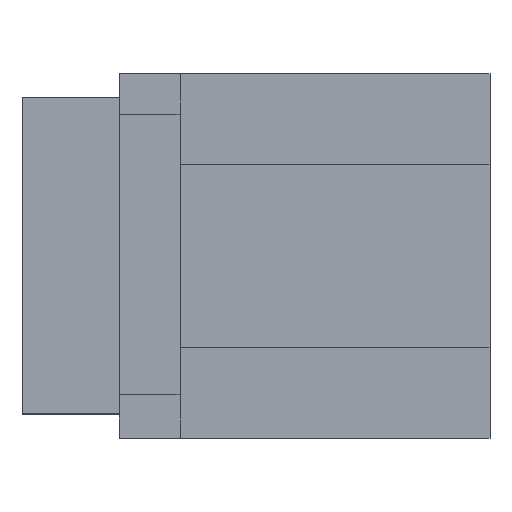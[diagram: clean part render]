
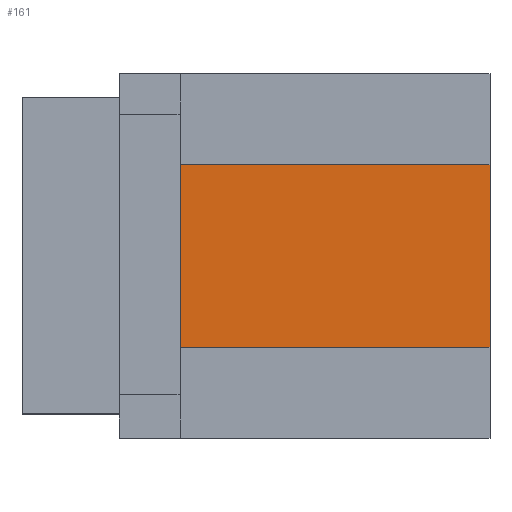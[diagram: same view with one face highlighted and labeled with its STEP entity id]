
A CAD part, top view. The second image highlights one B-rep face of the part: STEP entity #161.
In plain terms, the highlighted planar face has unit normal (0, 0, 1).
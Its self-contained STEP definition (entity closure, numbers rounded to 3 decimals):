
#161=ADVANCED_FACE('',(#456),#458,.T.);
#456=FACE_BOUND('',#457,.T.);
#457=EDGE_LOOP('',(#691,#692,#693,#694));
#458=PLANE('',#459);
#459=AXIS2_PLACEMENT_3D('',#460,#461,#462);
#460=CARTESIAN_POINT('',(0.,0.,3.5));
#461=DIRECTION('',(0.,-0.,1.));
#462=DIRECTION('',(0.,1.,0.));
#691=ORIENTED_EDGE('',*,*,#815,.T.);
#692=ORIENTED_EDGE('',*,*,#812,.T.);
#693=ORIENTED_EDGE('',*,*,#795,.T.);
#694=ORIENTED_EDGE('',*,*,#838,.T.);
#795=EDGE_CURVE('',#886,#884,#887,.T.);
#812=EDGE_CURVE('',#916,#886,#917,.T.);
#815=EDGE_CURVE('',#920,#916,#921,.T.);
#838=EDGE_CURVE('',#884,#920,#960,.T.);
#884=VERTEX_POINT('',#1032);
#886=VERTEX_POINT('',#1036);
#887=LINE('',#1037,#1038);
#916=VERTEX_POINT('',#1100);
#917=LINE('',#1101,#1102);
#920=VERTEX_POINT('',#1110);
#921=LINE('',#1111,#1112);
#960=LINE('',#1197,#1198);
#1032=CARTESIAN_POINT('',(15.25,7.498,3.5));
#1036=CARTESIAN_POINT('',(15.25,-7.502,3.5));
#1037=CARTESIAN_POINT('',(15.25,-7.502,3.5));
#1038=VECTOR('',#1039,1.);
#1039=DIRECTION('',(0.,1.,0.));
#1100=CARTESIAN_POINT('',(-10.25,-7.502,3.5));
#1101=CARTESIAN_POINT('',(-10.25,-7.502,3.5));
#1102=VECTOR('',#1103,1.);
#1103=DIRECTION('',(1.,0.,0.));
#1110=CARTESIAN_POINT('',(-10.25,7.498,3.5));
#1111=CARTESIAN_POINT('',(-10.25,7.498,3.5));
#1112=VECTOR('',#1113,1.);
#1113=DIRECTION('',(0.,-1.,0.));
#1197=CARTESIAN_POINT('',(15.25,7.498,3.5));
#1198=VECTOR('',#1199,1.);
#1199=DIRECTION('',(-1.,0.,0.));
